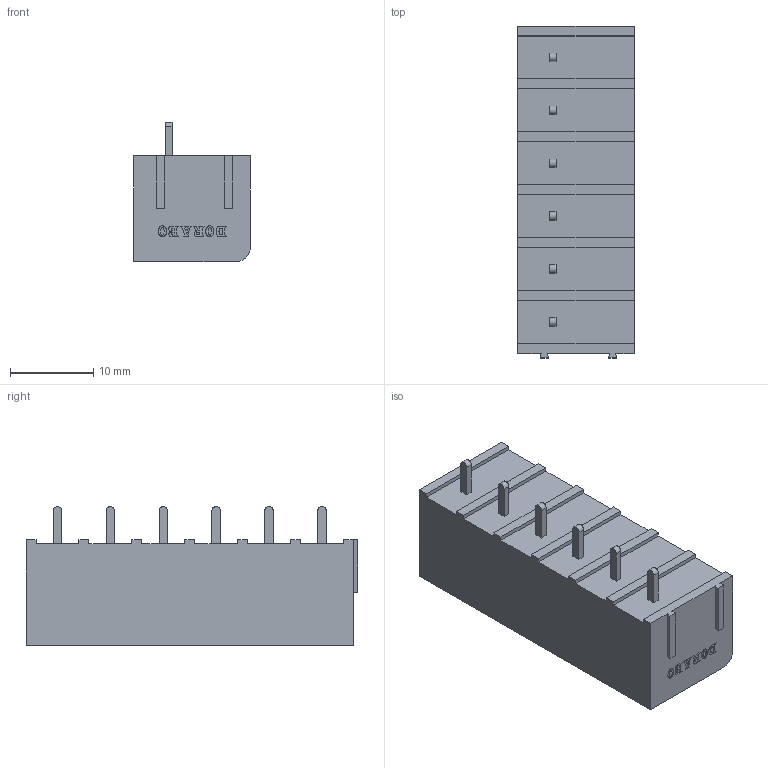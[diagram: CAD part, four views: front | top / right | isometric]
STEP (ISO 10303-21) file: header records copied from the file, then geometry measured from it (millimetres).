
FILE_DESCRIPTION((''),'2;1');
FILE_NAME('DBT50P-635-2P','2022-11-09T',('86134'),(''),'PRO/ENGINEER BY PARAMETRIC TECHNOLOGY CORPORATION, 2010280','PRO/ENGINEER BY PARAMETRIC TECHNOLOGY CORPORATION, 2010280','');
FILE_SCHEMA(('CONFIG_CONTROL_DESIGN'));
Length unit declared in the file: millimetre
Products named in the file (1): DBT50P-635-2P
Bounding box: 14 x 39.85 x 16.7 mm (x, y, z)
Volume: 4731.4 mm3; surface area: 4496 mm2
Topology: 1 solids, 1 shells, 567 faces, 1584 edges, 1056 vertices
Faces by surface type: plane 423, cylinder 88, bspline 24, torus 24, extrusion 8
Entity records: 21324 total; most frequent: CARTESIAN_POINT 6735, ORIENTED_EDGE 3168, DIRECTION 2790, EDGE_CURVE 1584, VECTOR 1232, LINE 1224, VERTEX_POINT 1056, AXIS2_PLACEMENT_3D 779
